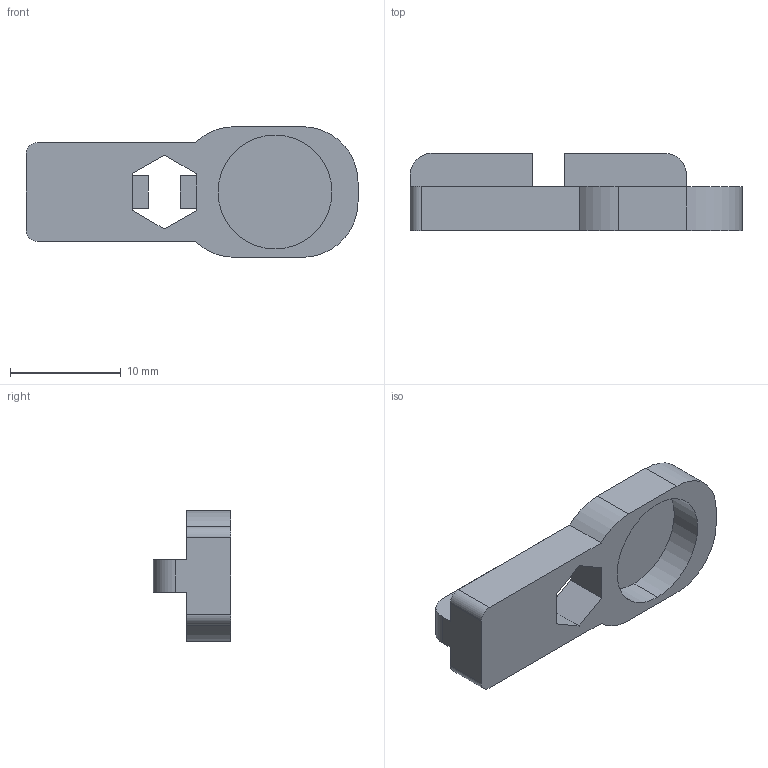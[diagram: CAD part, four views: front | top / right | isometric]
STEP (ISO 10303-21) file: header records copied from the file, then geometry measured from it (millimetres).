
FILE_DESCRIPTION (( 'STEP AP214' ), '1' );
FILE_NAME ('magnet fast.STEP', '2018-06-28T09:45:24', ( '' ), ( '' ), 'SwSTEP 2.0', 'SolidWorks 2018', '' );
FILE_SCHEMA (( 'AUTOMOTIVE_DESIGN' ));
Length unit declared in the file: millimetre
Products named in the file (1): magnet fast
Bounding box: 30 x 6.98 x 11.8 mm (x, y, z)
Volume: 997.7 mm3; surface area: 1189 mm2
Topology: 1 solids, 1 shells, 38 faces, 106 edges, 70 vertices
Faces by surface type: plane 28, cylinder 8, bspline 2
Entity records: 1260 total; most frequent: CARTESIAN_POINT 241, ORIENTED_EDGE 212, DIRECTION 192, EDGE_CURVE 106, LINE 86, VECTOR 86, VERTEX_POINT 70, AXIS2_PLACEMENT_3D 53
